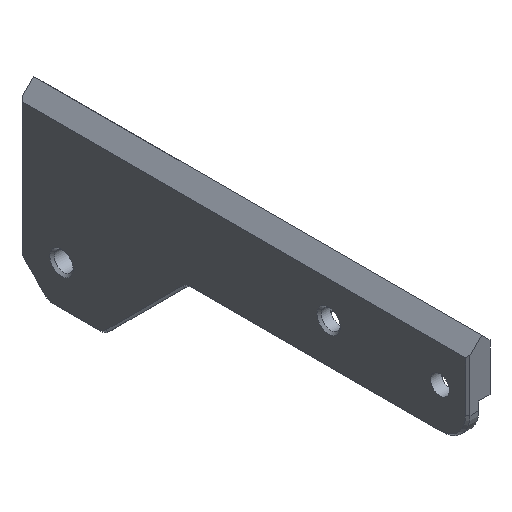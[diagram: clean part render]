
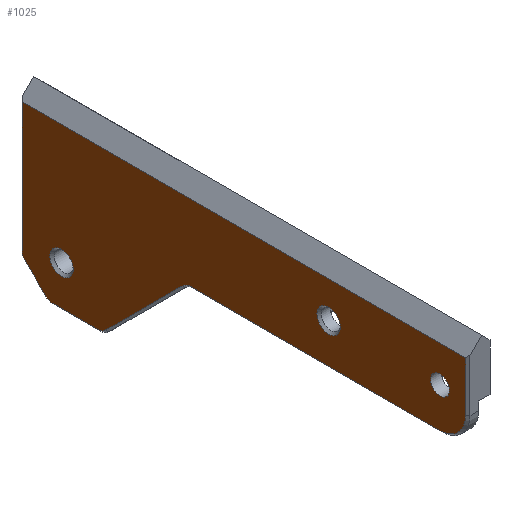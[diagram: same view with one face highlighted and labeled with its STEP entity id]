
A CAD part, isometric view. The second image highlights one B-rep face of the part: STEP entity #1025.
In plain terms, the highlighted planar face has unit normal (-1, 0, 0).
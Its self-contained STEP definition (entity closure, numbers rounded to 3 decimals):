
#23=FACE_BOUND('',#130,.T.);
#24=FACE_BOUND('',#131,.T.);
#25=FACE_BOUND('',#132,.T.);
#27=CIRCLE('',#1103,4.6);
#28=CIRCLE('',#1106,1.6);
#29=CIRCLE('',#1107,1.6);
#30=CIRCLE('',#1108,1.6);
#31=CIRCLE('',#1109,2.4);
#32=CIRCLE('',#1110,2.1);
#33=CIRCLE('',#1111,2.1);
#34=CIRCLE('',#1112,1.7);
#71=FACE_OUTER_BOUND('',#129,.T.);
#129=EDGE_LOOP('',(#688,#689,#690,#691,#692,#693,#694,#695,#696,#697,#698,
#699));
#130=EDGE_LOOP('',(#700));
#131=EDGE_LOOP('',(#701));
#132=EDGE_LOOP('',(#702));
#188=LINE('',#1499,#309);
#192=LINE('',#1511,#313);
#195=LINE('',#1517,#316);
#196=LINE('',#1519,#317);
#197=LINE('',#1523,#318);
#198=LINE('',#1527,#319);
#199=LINE('',#1531,#320);
#309=VECTOR('',#1195,10.);
#313=VECTOR('',#1207,10.);
#316=VECTOR('',#1212,1000.);
#317=VECTOR('',#1213,1000.);
#318=VECTOR('',#1216,1000.);
#319=VECTOR('',#1219,1000.);
#320=VECTOR('',#1222,1000.);
#430=VERTEX_POINT('',#1496);
#431=VERTEX_POINT('',#1498);
#434=VERTEX_POINT('',#1505);
#435=VERTEX_POINT('',#1510);
#437=VERTEX_POINT('',#1516);
#438=VERTEX_POINT('',#1518);
#439=VERTEX_POINT('',#1520);
#440=VERTEX_POINT('',#1522);
#441=VERTEX_POINT('',#1524);
#442=VERTEX_POINT('',#1526);
#443=VERTEX_POINT('',#1528);
#444=VERTEX_POINT('',#1530);
#445=VERTEX_POINT('',#1533);
#446=VERTEX_POINT('',#1535);
#447=VERTEX_POINT('',#1537);
#524=EDGE_CURVE('',#430,#431,#188,.T.);
#529=EDGE_CURVE('',#431,#434,#27,.T.);
#530=EDGE_CURVE('',#435,#434,#192,.T.);
#533=EDGE_CURVE('',#430,#437,#195,.T.);
#534=EDGE_CURVE('',#437,#438,#196,.T.);
#535=EDGE_CURVE('',#438,#439,#28,.T.);
#536=EDGE_CURVE('',#439,#440,#197,.T.);
#537=EDGE_CURVE('',#440,#441,#29,.T.);
#538=EDGE_CURVE('',#441,#442,#198,.T.);
#539=EDGE_CURVE('',#442,#443,#30,.T.);
#540=EDGE_CURVE('',#443,#444,#199,.T.);
#541=EDGE_CURVE('',#444,#435,#31,.T.);
#542=EDGE_CURVE('',#445,#445,#32,.T.);
#543=EDGE_CURVE('',#446,#446,#33,.T.);
#544=EDGE_CURVE('',#447,#447,#34,.T.);
#688=ORIENTED_EDGE('',*,*,#529,.F.);
#689=ORIENTED_EDGE('',*,*,#524,.F.);
#690=ORIENTED_EDGE('',*,*,#533,.T.);
#691=ORIENTED_EDGE('',*,*,#534,.T.);
#692=ORIENTED_EDGE('',*,*,#535,.T.);
#693=ORIENTED_EDGE('',*,*,#536,.T.);
#694=ORIENTED_EDGE('',*,*,#537,.T.);
#695=ORIENTED_EDGE('',*,*,#538,.T.);
#696=ORIENTED_EDGE('',*,*,#539,.T.);
#697=ORIENTED_EDGE('',*,*,#540,.T.);
#698=ORIENTED_EDGE('',*,*,#541,.T.);
#699=ORIENTED_EDGE('',*,*,#530,.T.);
#700=ORIENTED_EDGE('',*,*,#542,.T.);
#701=ORIENTED_EDGE('',*,*,#543,.T.);
#702=ORIENTED_EDGE('',*,*,#544,.T.);
#984=PLANE('',#1105);
#1025=ADVANCED_FACE('',(#71,#23,#24,#25),#984,.F.);
#1103=AXIS2_PLACEMENT_3D('',#1508,#1203,#1204);
#1105=AXIS2_PLACEMENT_3D('',#1515,#1210,#1211);
#1106=AXIS2_PLACEMENT_3D('',#1521,#1214,#1215);
#1107=AXIS2_PLACEMENT_3D('',#1525,#1217,#1218);
#1108=AXIS2_PLACEMENT_3D('',#1529,#1220,#1221);
#1109=AXIS2_PLACEMENT_3D('',#1532,#1223,#1224);
#1110=AXIS2_PLACEMENT_3D('',#1534,#1225,#1226);
#1111=AXIS2_PLACEMENT_3D('',#1536,#1227,#1228);
#1112=AXIS2_PLACEMENT_3D('',#1538,#1229,#1230);
#1195=DIRECTION('',(0.,0.,-1.));
#1203=DIRECTION('center_axis',(1.,0.,0.));
#1204=DIRECTION('ref_axis',(0.,0.,-1.));
#1207=DIRECTION('',(0.,-1.,0.));
#1210=DIRECTION('center_axis',(1.,0.,0.));
#1211=DIRECTION('ref_axis',(0.,1.,0.));
#1212=DIRECTION('',(0.,1.,0.));
#1213=DIRECTION('',(0.,0.,-1.));
#1214=DIRECTION('center_axis',(-1.,0.,0.));
#1215=DIRECTION('ref_axis',(0.,0.,-1.));
#1216=DIRECTION('',(0.,-0.707,-0.707));
#1217=DIRECTION('center_axis',(-1.,0.,0.));
#1218=DIRECTION('ref_axis',(0.,0.,-1.));
#1219=DIRECTION('',(0.,-1.,0.));
#1220=DIRECTION('center_axis',(-1.,0.,0.));
#1221=DIRECTION('ref_axis',(0.,0.,-1.));
#1222=DIRECTION('',(0.,-0.707,0.707));
#1223=DIRECTION('center_axis',(1.,0.,0.));
#1224=DIRECTION('ref_axis',(0.,0.,-1.));
#1225=DIRECTION('center_axis',(1.,0.,0.));
#1226=DIRECTION('ref_axis',(0.,0.,-1.));
#1227=DIRECTION('center_axis',(1.,0.,0.));
#1228=DIRECTION('ref_axis',(0.,0.,-1.));
#1229=DIRECTION('center_axis',(1.,0.,0.));
#1230=DIRECTION('ref_axis',(0.,0.,1.));
#1496=CARTESIAN_POINT('',(0.,-17.1,-5.));
#1498=CARTESIAN_POINT('',(0.,-17.1,-14.));
#1499=CARTESIAN_POINT('',(0.,-17.1,-5.375));
#1505=CARTESIAN_POINT('',(0.,-12.5,-18.6));
#1508=CARTESIAN_POINT('Origin',(0.,-12.5,-14.));
#1510=CARTESIAN_POINT('',(0.,32.172,-18.6));
#1511=CARTESIAN_POINT('',(0.,0.,-18.6));
#1515=CARTESIAN_POINT('Origin',(0.,63.,0.));
#1516=CARTESIAN_POINT('',(0.,62.6,-5.));
#1517=CARTESIAN_POINT('',(0.,63.,-5.));
#1518=CARTESIAN_POINT('',(0.,62.6,-28.172));
#1519=CARTESIAN_POINT('',(0.,62.6,0.));
#1520=CARTESIAN_POINT('',(0.,62.131,-29.303));
#1521=CARTESIAN_POINT('Origin',(0.,61.,-28.172));
#1522=CARTESIAN_POINT('',(0.,58.303,-33.131));
#1523=CARTESIAN_POINT('',(0.,58.303,-33.131));
#1524=CARTESIAN_POINT('',(0.,57.172,-33.6));
#1525=CARTESIAN_POINT('Origin',(0.,57.172,
-32.));
#1526=CARTESIAN_POINT('',(0.,48.828,-33.6));
#1527=CARTESIAN_POINT('',(0.,48.828,-33.6));
#1528=CARTESIAN_POINT('',(0.,47.697,-33.131));
#1529=CARTESIAN_POINT('Origin',(0.,48.828,
-32.));
#1530=CARTESIAN_POINT('',(0.,33.869,-19.303));
#1531=CARTESIAN_POINT('',(0.,38.783,-24.217));
#1532=CARTESIAN_POINT('Origin',(0.,32.172,-21.));
#1533=CARTESIAN_POINT('',(0.,7.5,-13.6));
#1534=CARTESIAN_POINT('Origin',(0.,7.5,-11.5));
#1535=CARTESIAN_POINT('',(0.,55.5,-28.6));
#1536=CARTESIAN_POINT('Origin',(0.,55.5,-26.5));
#1537=CARTESIAN_POINT('',(0.,-12.5,-13.2));
#1538=CARTESIAN_POINT('Origin',(0.,-12.5,-11.5));
